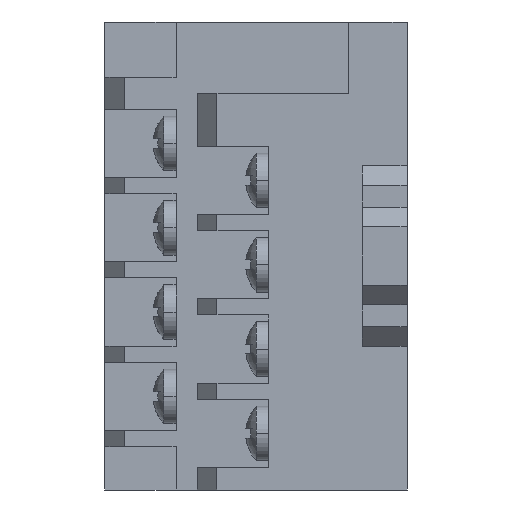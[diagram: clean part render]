
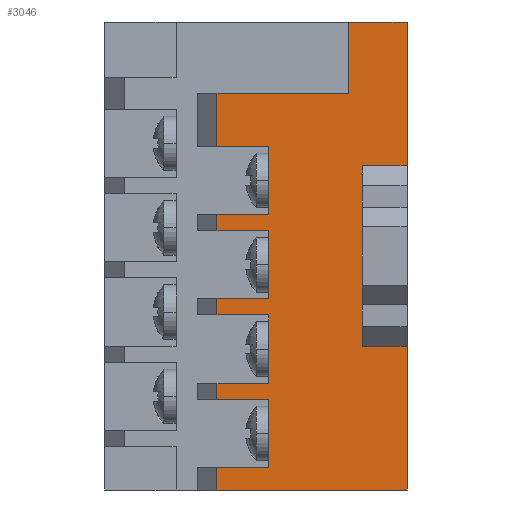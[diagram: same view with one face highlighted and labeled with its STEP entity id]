
A CAD part, left-side view. The second image highlights one B-rep face of the part: STEP entity #3046.
In plain terms, the highlighted planar face has unit normal (-1, 0, 0).
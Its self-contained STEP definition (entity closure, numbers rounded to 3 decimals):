
#2294=EDGE_CURVE('',#4916,#3438,#6824,.T.);
#2368=VERTEX_POINT('',#6906);
#2450=EDGE_CURVE('',#4538,#6158,#6998,.T.);
#2552=EDGE_CURVE('',#5796,#3040,#7106,.T.);
#2680=VERTEX_POINT('',#7247);
#2832=VERTEX_POINT('',#7417);
#2900=VERTEX_POINT('',#7492);
#2904=VERTEX_POINT('',#7496);
#3040=VERTEX_POINT('',#7645);
#3046=ADVANCED_FACE('',(#7653),#7654,.T.);
#3084=EDGE_CURVE('',#3806,#4016,#7694,.T.);
#3156=VERTEX_POINT('',#7778);
#3328=EDGE_CURVE('',#4194,#3364,#7967,.T.);
#3350=VERTEX_POINT('',#7993);
#3354=EDGE_CURVE('',#6120,#2832,#7997,.T.);
#3364=VERTEX_POINT('',#8007);
#3438=VERTEX_POINT('',#8093);
#3738=EDGE_CURVE('',#4748,#5332,#8435,.T.);
#3806=VERTEX_POINT('',#8506);
#3822=EDGE_CURVE('',#4538,#6386,#8524,.T.);
#3844=VERTEX_POINT('',#8548);
#3886=EDGE_CURVE('',#2904,#4382,#8594,.T.);
#3980=EDGE_CURVE('',#3364,#2368,#8698,.T.);
#4016=VERTEX_POINT('',#8737);
#4050=VERTEX_POINT('',#8772);
#4114=EDGE_CURVE('',#2368,#2900,#8840,.T.);
#4188=EDGE_CURVE('',#6386,#3806,#8917,.T.);
#4194=VERTEX_POINT('',#8923);
#4334=EDGE_CURVE('',#4050,#5796,#9075,.T.);
#4366=EDGE_CURVE('',#4382,#2680,#9109,.T.);
#4382=VERTEX_POINT('',#9126);
#4414=EDGE_CURVE('',#6620,#5912,#9163,.T.);
#4538=VERTEX_POINT('',#9300);
#4656=EDGE_CURVE('',#5912,#3844,#9426,.T.);
#4748=VERTEX_POINT('',#9531);
#4916=VERTEX_POINT('',#9713);
#4962=EDGE_CURVE('',#3350,#6158,#9765,.T.);
#5020=EDGE_CURVE('',#2904,#4016,#9823,.T.);
#5332=VERTEX_POINT('',#10168);
#5384=EDGE_CURVE('',#3156,#3438,#10223,.T.);
#5486=EDGE_CURVE('',#6620,#4748,#10336,.T.);
#5498=EDGE_CURVE('',#2832,#3350,#10348,.T.);
#5734=EDGE_CURVE('',#6120,#3040,#10608,.T.);
#5770=EDGE_CURVE('',#4916,#4050,#10648,.T.);
#5784=EDGE_CURVE('',#2680,#5332,#10662,.T.);
#5796=VERTEX_POINT('',#10676);
#5806=EDGE_CURVE('',#3844,#4194,#10687,.T.);
#5912=VERTEX_POINT('',#10801);
#6120=VERTEX_POINT('',#11032);
#6158=VERTEX_POINT('',#11073);
#6232=EDGE_CURVE('',#2900,#3156,#11152,.T.);
#6386=VERTEX_POINT('',#11319);
#6620=VERTEX_POINT('',#11576);
#6824=LINE('',#11791,#11792);
#6906=CARTESIAN_POINT('',(-42.0,0.0,24.0));
#6998=LINE('',#12029,#12030);
#7106=LINE('',#12187,#12188);
#7247=CARTESIAN_POINT('',(-42.0,14.2,-21.7));
#7417=CARTESIAN_POINT('',(-42.0,14.2,2.6));
#7492=CARTESIAN_POINT('',(-42.0,6.0,24.0));
#7496=CARTESIAN_POINT('',(-42.0,19.5,-14.7));
#7645=CARTESIAN_POINT('',(-42.0,19.5,4.25));
#7653=FACE_OUTER_BOUND('',#12931,.T.);
#7654=PLANE('',#12932);
#7694=LINE('',#12992,#12993);
#7778=CARTESIAN_POINT('',(-42.0,6.0,16.7));
#7967=LINE('',#13366,#13367);
#7993=CARTESIAN_POINT('',(-42.0,14.2,-4.4));
#7997=LINE('',#13407,#13408);
#8007=CARTESIAN_POINT('',(-42.0,0.0,9.25));
#8093=CARTESIAN_POINT('',(-42.0,19.5,16.7));
#8435=LINE('',#14002,#14003);
#8506=CARTESIAN_POINT('',(-42.0,14.2,-13.05));
#8524=LINE('',#14130,#14131);
#8548=CARTESIAN_POINT('',(-42.0,4.6,-9.25));
#8594=LINE('',#14233,#14234);
#8698=LINE('',#14387,#14388);
#8737=CARTESIAN_POINT('',(-42.0,19.5,-13.05));
#8772=CARTESIAN_POINT('',(-42.0,14.2,11.25));
#8840=LINE('',#14603,#14604);
#8917=LINE('',#14709,#14710);
#8923=CARTESIAN_POINT('',(-42.0,4.6,9.25));
#9075=LINE('',#14934,#14935);
#9109=LINE('',#14981,#14982);
#9126=CARTESIAN_POINT('',(-42.0,14.2,-14.7));
#9163=LINE('',#15058,#15059);
#9300=CARTESIAN_POINT('',(-42.0,19.5,-6.05));
#9426=LINE('',#15420,#15421);
#9531=CARTESIAN_POINT('',(-42.0,19.5,-24.0));
#9713=CARTESIAN_POINT('',(-42.0,19.5,11.25));
#9765=LINE('',#15860,#15861);
#9823=LINE('',#15955,#15956);
#10168=CARTESIAN_POINT('',(-42.0,19.5,-21.7));
#10223=LINE('',#16488,#16489);
#10336=LINE('',#16645,#16646);
#10348=LINE('',#16664,#16665);
#10608=LINE('',#17029,#17030);
#10648=LINE('',#17082,#17083);
#10662=LINE('',#17105,#17106);
#10676=CARTESIAN_POINT('',(-42.0,14.2,4.25));
#10687=LINE('',#17141,#17142);
#10801=CARTESIAN_POINT('',(-42.0,0.0,-9.25));
#11032=CARTESIAN_POINT('',(-42.0,19.5,2.6));
#11073=CARTESIAN_POINT('',(-42.0,19.5,-4.4));
#11152=LINE('',#17824,#17825);
#11319=CARTESIAN_POINT('',(-42.0,14.2,-6.05));
#11576=CARTESIAN_POINT('',(-42.0,0.0,-24.0));
#11791=CARTESIAN_POINT('',(-42.0,19.5,-24.0));
#11792=VECTOR('',#18680,1.0);
#12029=CARTESIAN_POINT('',(-42.0,19.5,-24.0));
#12030=VECTOR('',#18880,1.0);
#12187=CARTESIAN_POINT('',(-42.0,7.1,4.25));
#12188=VECTOR('',#18963,1.0);
#12931=EDGE_LOOP('',(#19587,#19588,#19589,#19590,#19591,#19592,#19593,#19594,#19595,#19596,#19597,#19598,#19599,#19600,#19601,#19602,#19603,#19604,#19605,#19606,#19607,#19608,#19609,#19610,#19611,#19612));
#12932=AXIS2_PLACEMENT_3D('',#19613,#19614,#19615);
#12992=CARTESIAN_POINT('',(-42.0,7.1,-13.05));
#12993=VECTOR('',#19649,1.0);
#13366=CARTESIAN_POINT('',(-42.0,0.,9.25));
#13367=VECTOR('',#19955,1.0);
#13407=CARTESIAN_POINT('',(-42.0,7.1,2.6));
#13408=VECTOR('',#19991,1.0);
#14002=CARTESIAN_POINT('',(-42.0,19.5,-24.0));
#14003=VECTOR('',#20588,1.0);
#14130=CARTESIAN_POINT('',(-42.0,7.1,-6.05));
#14131=VECTOR('',#20661,1.0);
#14233=CARTESIAN_POINT('',(-42.0,7.1,-14.7));
#14234=VECTOR('',#20738,1.0);
#14387=CARTESIAN_POINT('',(-42.0,0.0,-24.0));
#14388=VECTOR('',#20869,1.0);
#14603=CARTESIAN_POINT('',(-42.0,0.0,24.0));
#14604=VECTOR('',#20981,1.0);
#14709=CARTESIAN_POINT('',(-42.0,14.2,-7.563));
#14710=VECTOR('',#21032,1.0);
#14934=CARTESIAN_POINT('',(-42.0,14.2,-7.563));
#14935=VECTOR('',#21206,1.0);
#14981=CARTESIAN_POINT('',(-42.0,14.2,-7.563));
#14982=VECTOR('',#21244,1.0);
#15058=CARTESIAN_POINT('',(-42.0,0.0,-24.0));
#15059=VECTOR('',#21307,1.0);
#15420=CARTESIAN_POINT('',(-42.0,0.,-9.25));
#15421=VECTOR('',#21575,1.0);
#15860=CARTESIAN_POINT('',(-42.0,7.1,-4.4));
#15861=VECTOR('',#21986,1.0);
#15955=CARTESIAN_POINT('',(-42.0,19.5,-24.0));
#15956=VECTOR('',#22022,1.0);
#16488=CARTESIAN_POINT('',(-42.0,8.0,16.7));
#16489=VECTOR('',#22462,1.0);
#16645=CARTESIAN_POINT('',(-42.0,0.0,-24.0));
#16646=VECTOR('',#22584,1.0);
#16664=CARTESIAN_POINT('',(-42.0,14.2,-7.563));
#16665=VECTOR('',#22595,1.0);
#17029=CARTESIAN_POINT('',(-42.0,19.5,-24.0));
#17030=VECTOR('',#22901,1.0);
#17082=CARTESIAN_POINT('',(-42.0,7.1,11.25));
#17083=VECTOR('',#22952,1.0);
#17105=CARTESIAN_POINT('',(-42.0,7.1,-21.7));
#17106=VECTOR('',#22959,1.0);
#17141=CARTESIAN_POINT('',(-42.0,4.6,-12.0));
#17142=VECTOR('',#22991,1.0);
#17824=CARTESIAN_POINT('',(-42.0,6.0,-1.15));
#17825=VECTOR('',#23543,1.0);
#18680=DIRECTION('',(0.0,0.0,1.0));
#18880=DIRECTION('',(0.0,0.0,1.0));
#18963=DIRECTION('',(0.0,1.0,0.));
#19587=ORIENTED_EDGE('',*,*,#5784,.T.);
#19588=ORIENTED_EDGE('',*,*,#3738,.F.);
#19589=ORIENTED_EDGE('',*,*,#5486,.F.);
#19590=ORIENTED_EDGE('',*,*,#4414,.T.);
#19591=ORIENTED_EDGE('',*,*,#4656,.T.);
#19592=ORIENTED_EDGE('',*,*,#5806,.T.);
#19593=ORIENTED_EDGE('',*,*,#3328,.T.);
#19594=ORIENTED_EDGE('',*,*,#3980,.T.);
#19595=ORIENTED_EDGE('',*,*,#4114,.T.);
#19596=ORIENTED_EDGE('',*,*,#6232,.T.);
#19597=ORIENTED_EDGE('',*,*,#5384,.T.);
#19598=ORIENTED_EDGE('',*,*,#2294,.F.);
#19599=ORIENTED_EDGE('',*,*,#5770,.T.);
#19600=ORIENTED_EDGE('',*,*,#4334,.T.);
#19601=ORIENTED_EDGE('',*,*,#2552,.T.);
#19602=ORIENTED_EDGE('',*,*,#5734,.F.);
#19603=ORIENTED_EDGE('',*,*,#3354,.T.);
#19604=ORIENTED_EDGE('',*,*,#5498,.T.);
#19605=ORIENTED_EDGE('',*,*,#4962,.T.);
#19606=ORIENTED_EDGE('',*,*,#2450,.F.);
#19607=ORIENTED_EDGE('',*,*,#3822,.T.);
#19608=ORIENTED_EDGE('',*,*,#4188,.T.);
#19609=ORIENTED_EDGE('',*,*,#3084,.T.);
#19610=ORIENTED_EDGE('',*,*,#5020,.F.);
#19611=ORIENTED_EDGE('',*,*,#3886,.T.);
#19612=ORIENTED_EDGE('',*,*,#4366,.T.);
#19613=CARTESIAN_POINT('',(-42.0,0.0,-24.0));
#19614=DIRECTION('',(-1.0,0.0,0.0));
#19615=DIRECTION('',(0.0,-1.0,0.0));
#19649=DIRECTION('',(0.0,1.0,0.));
#19955=DIRECTION('',(0.0,-1.0,0.));
#19991=DIRECTION('',(0.0,-1.0,0.));
#20588=DIRECTION('',(0.0,0.0,1.0));
#20661=DIRECTION('',(0.0,-1.0,0.));
#20738=DIRECTION('',(0.0,-1.0,0.));
#20869=DIRECTION('',(0.0,0.0,1.0));
#20981=DIRECTION('',(0.0,1.0,0.0));
#21032=DIRECTION('',(0.0,0.,-1.0));
#21206=DIRECTION('',(0.0,0.,-1.0));
#21244=DIRECTION('',(0.0,0.,-1.0));
#21307=DIRECTION('',(0.0,0.0,1.0));
#21575=DIRECTION('',(0.0,1.0,0.));
#21986=DIRECTION('',(0.0,1.0,0.));
#22022=DIRECTION('',(0.0,0.0,1.0));
#22462=DIRECTION('',(0.0,1.0,0.0));
#22584=DIRECTION('',(0.0,1.0,0.0));
#22595=DIRECTION('',(0.0,0.,-1.0));
#22901=DIRECTION('',(0.0,0.0,1.0));
#22952=DIRECTION('',(0.0,-1.0,0.));
#22959=DIRECTION('',(0.0,1.0,0.));
#22991=DIRECTION('',(0.0,0.,1.0));
#23543=DIRECTION('',(0.0,0.0,-1.0));
